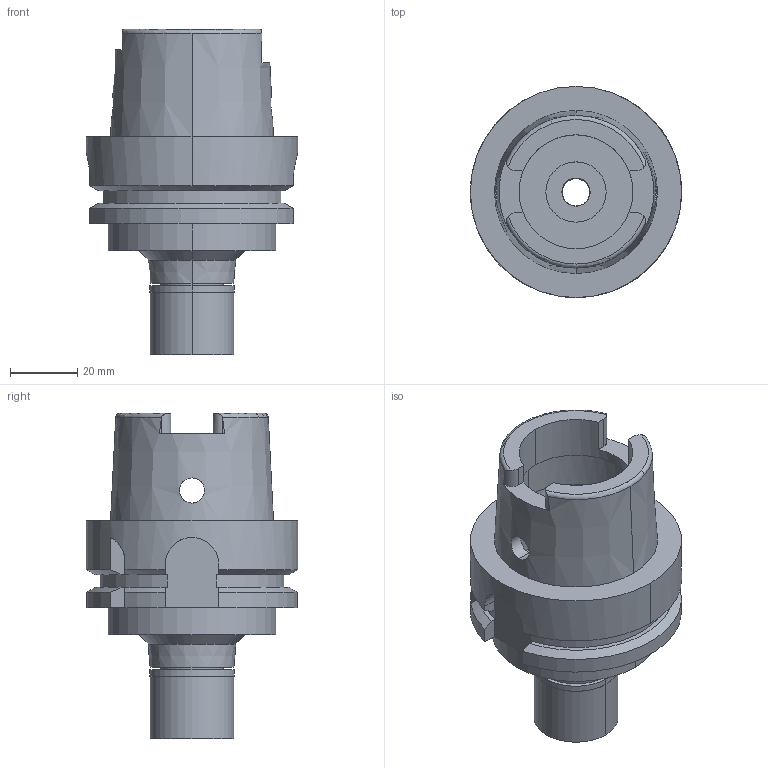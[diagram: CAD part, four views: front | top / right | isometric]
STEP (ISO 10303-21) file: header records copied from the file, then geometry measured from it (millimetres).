
FILE_DESCRIPTION (( 'STEP AP203' ), '1' );
FILE_NAME ('HSK-A63-MEGA6E-65.stp', '2019-07-02T20:00:50', ( '' ), ( '' ), 'SwSTEP 2.0', 'SolidWorks 2019', '' );
FILE_SCHEMA (( 'CONFIG_CONTROL_DESIGN' ));
Length unit declared in the file: millimetre
Products named in the file (7): DXF_TEMP_ASSY_ASM_4_ASM.stp; MEN6_1.stp; HSK-A63-MEGA6E-65-060.stp; HSK-A63-MEGA6E-65-060-FreeParts; HSK-A63-MEGA6E-65_1.stp; HSK-A63-MEGA6E-65; HA63ME06065-060_ASM.stp
Assembly tree (5 placements, depth 5):
  HSK-A63-MEGA6E-65-060-FreeParts
  HSK-A63-MEGA6E-65
    HSK-A63-MEGA6E-65-060.stp
      HA63ME06065-060_ASM.stp
        DXF_TEMP_ASSY_ASM_4_ASM.stp
          HSK-A63-MEGA6E-65_1.stp
          MEN6_1.stp
Bounding box: 63 x 63 x 97 mm (x, y, z)
Volume: 110186.9 mm3; surface area: 29532.2 mm2
Topology: 2 solids, 2 shells, 126 faces, 314 edges, 200 vertices
Faces by surface type: cylinder 54, plane 44, cone 24, torus 4
Entity records: 5617 total; most frequent: CARTESIAN_POINT 1868, DIRECTION 669, ORIENTED_EDGE 628, EDGE_CURVE 314, AXIS2_PLACEMENT_3D 267, VERTEX_POINT 200, EDGE_LOOP 142, LINE 135
